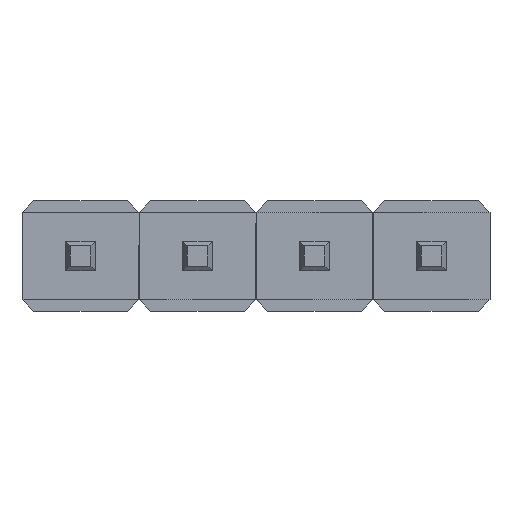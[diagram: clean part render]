
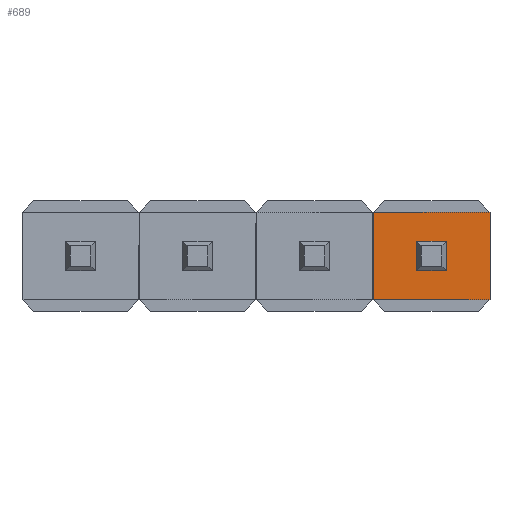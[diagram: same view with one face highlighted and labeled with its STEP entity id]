
A CAD part, front view. The second image highlights one B-rep face of the part: STEP entity #689.
In plain terms, the highlighted planar face has unit normal (0, -1, 0).
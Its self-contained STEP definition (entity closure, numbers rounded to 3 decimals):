
#2 = EDGE_CURVE ( 'NONE', #893, #340, #240, .T. ) ;
#49 = VECTOR ( 'NONE', #1224, 1000. ) ;
#52 = EDGE_CURVE ( 'NONE', #758, #1214, #589, .T. ) ;
#57 = EDGE_LOOP ( 'NONE', ( #244, #1254, #462, #1146 ) ) ;
#60 = CARTESIAN_POINT ( 'NONE',  ( -0.945, 3.2, -0.875 ) ) ;
#98 = CARTESIAN_POINT ( 'NONE',  ( -4.405, 3.2, 1.275 ) ) ;
#103 = EDGE_CURVE ( 'NONE', #1214, #545, #1106, .T. ) ;
#159 = LINE ( 'NONE', #60, #1371 ) ;
#192 = CARTESIAN_POINT ( 'NONE',  ( 0., 3.2, 0. ) ) ;
#240 = LINE ( 'NONE', #584, #1100 ) ;
#244 = ORIENTED_EDGE ( 'NONE', *, *, #103, .F. ) ;
#288 = EDGE_CURVE ( 'NONE', #1173, #893, #682, .T. ) ;
#291 = VECTOR ( 'NONE', #798, 1000. ) ;
#298 = AXIS2_PLACEMENT_3D ( 'NONE', #917, #339, #697 ) ;
#339 = DIRECTION ( 'NONE',  ( 0., 1., 0. ) ) ;
#340 = VERTEX_POINT ( 'NONE', #1047 ) ;
#362 = LINE ( 'NONE', #192, #485 ) ;
#389 = VECTOR ( 'NONE', #939, 1000. ) ;
#423 = CARTESIAN_POINT ( 'NONE',  ( 0., 3.2, 0.65 ) ) ;
#454 = EDGE_CURVE ( 'NONE', #1285, #1173, #159, .T. ) ;
#462 = ORIENTED_EDGE ( 'NONE', *, *, #946, .F. ) ;
#474 = VERTEX_POINT ( 'NONE', #529 ) ;
#485 = VECTOR ( 'NONE', #976, 1000. ) ;
#491 = ORIENTED_EDGE ( 'NONE', *, *, #454, .T. ) ;
#500 = VECTOR ( 'NONE', #1165, 1000. ) ;
#529 = CARTESIAN_POINT ( 'NONE',  ( 0.65, 3.2, 0. ) ) ;
#542 = ORIENTED_EDGE ( 'NONE', *, *, #1093, .F. ) ;
#545 = VERTEX_POINT ( 'NONE', #868 ) ;
#567 = CARTESIAN_POINT ( 'NONE',  ( 0.65, 3.2, 0.65 ) ) ;
#584 = CARTESIAN_POINT ( 'NONE',  ( 1.595, 3.2, 1.275 ) ) ;
#589 = LINE ( 'NONE', #1356, #291 ) ;
#594 = CARTESIAN_POINT ( 'NONE',  ( -4.405, 3.2, -0.625 ) ) ;
#621 = DIRECTION ( 'NONE',  ( 0., 0., -1. ) ) ;
#682 = LINE ( 'NONE', #594, #389 ) ;
#689 = ADVANCED_FACE ( 'NONE', ( #1040, #1426 ), #1367, .F. ) ;
#692 = LINE ( 'NONE', #98, #49 ) ;
#697 = DIRECTION ( 'NONE',  ( 0., 0., 1. ) ) ;
#712 = CARTESIAN_POINT ( 'NONE',  ( 0., 3.2, 0. ) ) ;
#758 = VERTEX_POINT ( 'NONE', #567 ) ;
#798 = DIRECTION ( 'NONE',  ( -1., 0., 0. ) ) ;
#803 = DIRECTION ( 'NONE',  ( 0., 0., 1. ) ) ;
#838 = DIRECTION ( 'NONE',  ( 0., 0., 1. ) ) ;
#860 = CARTESIAN_POINT ( 'NONE',  ( -0.945, 3.2, -0.625 ) ) ;
#868 = CARTESIAN_POINT ( 'NONE',  ( 0., 3.2, 0. ) ) ;
#893 = VERTEX_POINT ( 'NONE', #1385 ) ;
#917 = CARTESIAN_POINT ( 'NONE',  ( -4.405, 3.2, 1.275 ) ) ;
#939 = DIRECTION ( 'NONE',  ( 1., 0., 0. ) ) ;
#946 = EDGE_CURVE ( 'NONE', #474, #758, #1209, .T. ) ;
#957 = CARTESIAN_POINT ( 'NONE',  ( 0.65, 3.2, 0. ) ) ;
#976 = DIRECTION ( 'NONE',  ( 1., 0., 0. ) ) ;
#1040 = FACE_OUTER_BOUND ( 'NONE', #1179, .T. ) ;
#1044 = VECTOR ( 'NONE', #838, 1000. ) ;
#1047 = CARTESIAN_POINT ( 'NONE',  ( 1.595, 3.2, 1.275 ) ) ;
#1093 = EDGE_CURVE ( 'NONE', #1285, #340, #692, .T. ) ;
#1100 = VECTOR ( 'NONE', #803, 1000. ) ;
#1106 = LINE ( 'NONE', #712, #500 ) ;
#1110 = CARTESIAN_POINT ( 'NONE',  ( -0.945, 3.2, 1.275 ) ) ;
#1146 = ORIENTED_EDGE ( 'NONE', *, *, #1208, .F. ) ;
#1165 = DIRECTION ( 'NONE',  ( 0., 0., -1. ) ) ;
#1173 = VERTEX_POINT ( 'NONE', #860 ) ;
#1179 = EDGE_LOOP ( 'NONE', ( #491, #1298, #1401, #542 ) ) ;
#1208 = EDGE_CURVE ( 'NONE', #545, #474, #362, .T. ) ;
#1209 = LINE ( 'NONE', #957, #1044 ) ;
#1214 = VERTEX_POINT ( 'NONE', #423 ) ;
#1224 = DIRECTION ( 'NONE',  ( 1., 0., 0. ) ) ;
#1254 = ORIENTED_EDGE ( 'NONE', *, *, #52, .F. ) ;
#1285 = VERTEX_POINT ( 'NONE', #1110 ) ;
#1298 = ORIENTED_EDGE ( 'NONE', *, *, #288, .T. ) ;
#1356 = CARTESIAN_POINT ( 'NONE',  ( 0., 3.2, 0.65 ) ) ;
#1367 = PLANE ( 'NONE',  #298 ) ;
#1371 = VECTOR ( 'NONE', #621, 1000. ) ;
#1385 = CARTESIAN_POINT ( 'NONE',  ( 1.595, 3.2, -0.625 ) ) ;
#1401 = ORIENTED_EDGE ( 'NONE', *, *, #2, .T. ) ;
#1426 = FACE_BOUND ( 'NONE', #57, .T. ) ;
